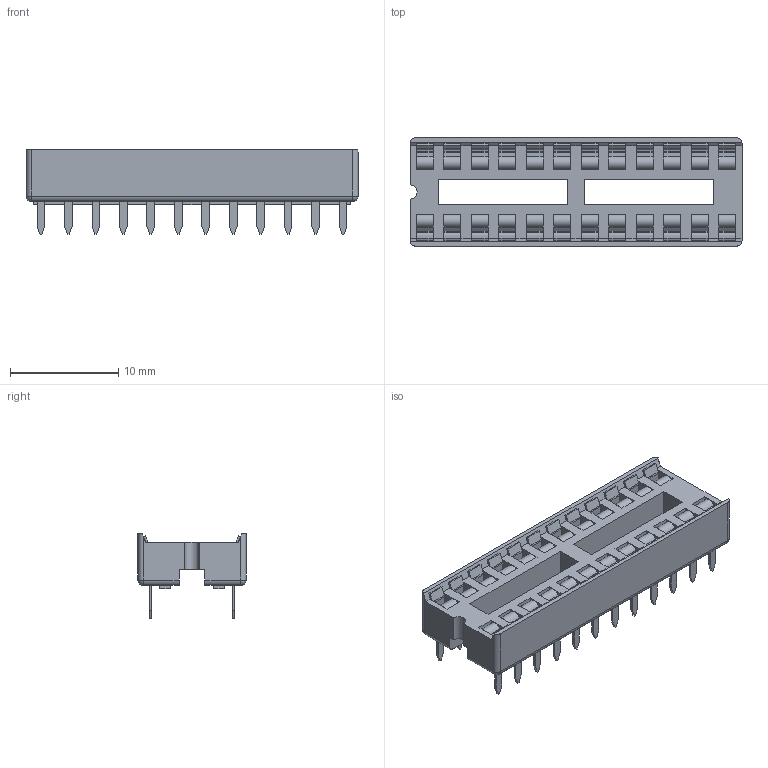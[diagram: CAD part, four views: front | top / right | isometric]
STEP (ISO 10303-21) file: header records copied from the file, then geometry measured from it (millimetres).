
FILE_DESCRIPTION(('STEP AP214'), '1');
FILE_NAME('DIP300-skt-flat-24', '2016-03-21T17:44:03', ('Nobody'), (''), 'ASCON STEP Converter 1.3', 'ASCON Math Kernel', '');
FILE_SCHEMA(('AUTOMOTIVE_DESIGN { 1 0 10303 214 3 1 1}'));
Length unit declared in the file: millimetre
Bounding box: 30.68 x 10 x 7.85 mm (x, y, z)
Volume: 852.6 mm3; surface area: 2793 mm2
Topology: 25 solids, 25 shells, 1438 faces, 3196 edges, 1804 vertices
Faces by surface type: plane 1183, cylinder 251, sphere 4
Entity records: 49810 total; most frequent: DIRECTION 6616, CARTESIAN_POINT 6447, ORIENTED_EDGE 6384, EDGE_CURVE 3192, LINE 2638, VECTOR 2638, AXIS2_PLACEMENT_3D 1989, VERTEX_POINT 1804
